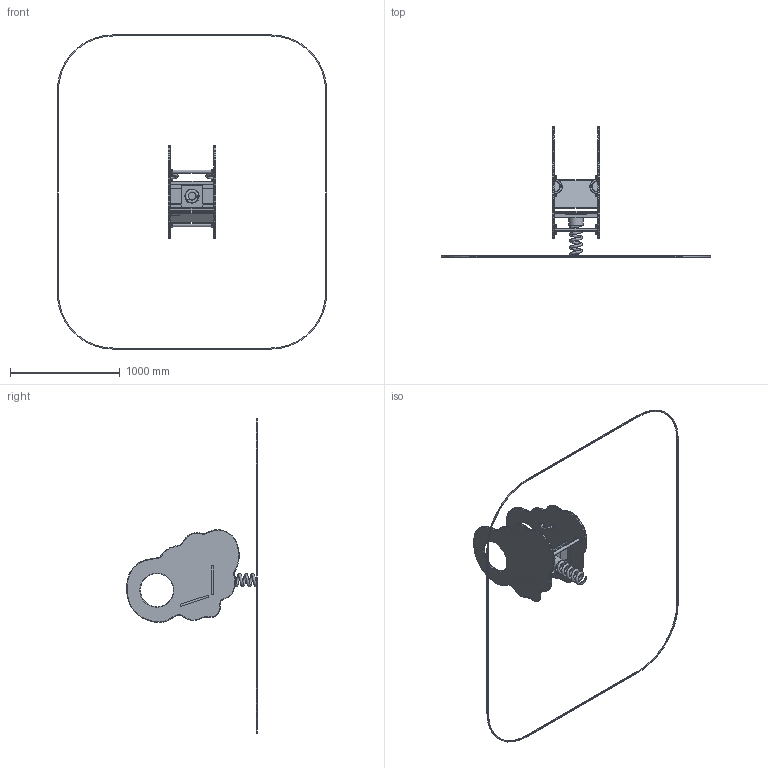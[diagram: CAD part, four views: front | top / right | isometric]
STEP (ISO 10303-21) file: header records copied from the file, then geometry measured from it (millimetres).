
FILE_DESCRIPTION(('STEP AP214'), '1');
FILE_NAME('Êà÷àëêà íà ïðóæèíå ÊÁ-47.1 ñ ÔÊ', '', ('UNSPECIFIED'), ('UNSPECIFIED'), 'C3D Converter', 'C3D Toolkit', '');
FILE_SCHEMA(('AUTOMOTIVE_DESIGN { 1 0 10303 214 3 1 1}'));
Length unit declared in the file: millimetre
Products named in the file (26): КБ-47.1-00.00.00; КБ-47.1-00.00.01-01; КБ-47.1-00.00.01; КБ-02.1-00.00.01; КБ-02.1-00.00.02; КБ-202.02.00; СИС-11.01; КБ-02.1-01.00.01; КБ-202.01.00; КБ-201.1.02.03; КБ-202.01.01; КБ-201.1.02.06; КБ-201.1.02.05; КБ-201.1.02.02; КБ-202.01.03; КБ-202.01.02; КБ-02.1-02.00.00; СИС-65.01; ПС-01К.01.01; КИ-01.1-1023; КИ-001.02; КИ-001.01
Assembly tree (42 placements, depth 4):
  КБ-47.1-00.00.00
    КБ-47.1-00.00.00
      КБ-47.1-00.00.01-01
      КБ-47.1-00.00.01
      КБ-02.1-00.00.01
      КБ-02.1-00.00.02
      КБ-202.02.00  x2
        СИС-11.01
        КБ-02.1-01.00.01
      КБ-202.01.00
        КБ-201.1.02.03
        КБ-202.01.01
        КБ-201.1.02.06
        КБ-201.1.02.05
        КБ-201.1.02.05
        КБ-201.1.02.02
        КБ-201.1.02.02
        КБ-202.01.03  x2
        КБ-202.01.02  x2
      КБ-02.1-02.00.00  x2
        СИС-65.01
        ПС-01К.01.01
      (unnamed)
      КИ-01.1-1023  x12
        КИ-001.02
        КИ-001.01
Bounding box: 2456 x 1192.66 x 2865.76 mm (x, y, z)
Volume: 27073670.5 mm3; surface area: 3993014 mm2
Topology: 50 solids, 50 shells, 473 faces, 932 edges, 584 vertices
Faces by surface type: plane 214, cylinder 134, torus 68, bspline 25, cone 20, extrusion 12
Full cylindrical faces by diameter (mm): 3 x4, 6 x12, 20 x12, 21.4 x2, 22 x24, 24 x12, 27 x2, 300 x2
Entity records: 24450 total; most frequent: CARTESIAN_POINT 17018, DIRECTION 1123, ORIENTED_EDGE 966, EDGE_CURVE 483, AXIS2_PLACEMENT_3D 441, VERTEX_POINT 314, EDGE_LOOP 277, VECTOR 241
